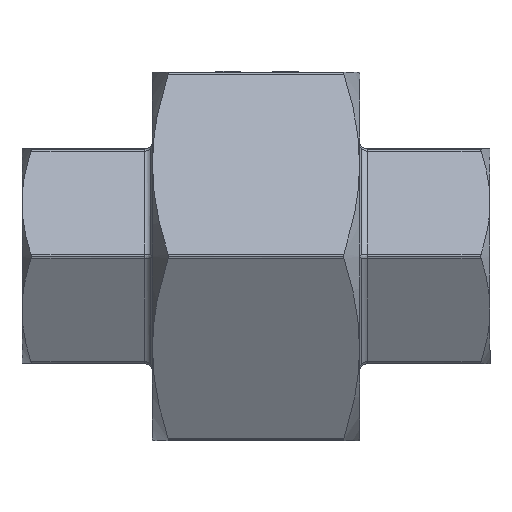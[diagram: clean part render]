
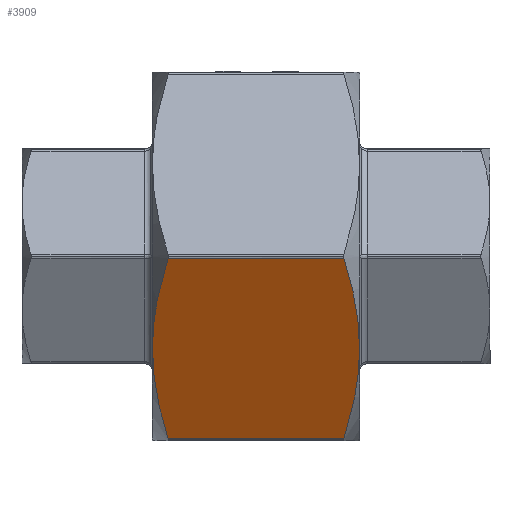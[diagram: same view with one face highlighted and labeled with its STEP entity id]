
A CAD part, front view. The second image highlights one B-rep face of the part: STEP entity #3909.
In plain terms, the highlighted planar face has unit normal (0, -0.866, -0.5).
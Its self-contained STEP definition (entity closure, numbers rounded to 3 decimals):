
#163 = CARTESIAN_POINT ( 'NONE',  ( 0., -6.928, -12. ) ) ;
#1287 = CARTESIAN_POINT ( 'NONE',  ( -5.728, -13.77, -0.15 ) ) ;
#1345 = DIRECTION ( 'NONE',  ( 0., -0.866, -0.5 ) ) ;
#1349 = DIRECTION ( 'NONE',  ( 1., 0., 0. ) ) ;
#2143 = CARTESIAN_POINT ( 'NONE',  ( 5.728, -7.015, -11.85 ) ) ;
#2205 = CARTESIAN_POINT ( 'NONE',  ( -6.75, -11.965, -3.276 ) ) ;
#2370 = CARTESIAN_POINT ( 'NONE',  ( -6.75, -10.392, -6. ) ) ;
#2372 = LINE ( 'NONE', #5853, #13635 ) ;
#2783 = CARTESIAN_POINT ( 'NONE',  ( 6.75, -11.965, -3.276 ) ) ;
#3009 = VERTEX_POINT ( 'NONE', #1287 ) ;
#3610 = PLANE ( 'NONE',  #11771 ) ;
#3909 = ADVANCED_FACE ( 'NONE', ( #10889 ), #3610, .T. ) ;
#3985 = EDGE_CURVE ( 'NONE', #3009, #13196, #4773, .T. ) ;
#4033 = ORIENTED_EDGE ( 'NONE', *, *, #13908, .T. ) ;
#4162 = EDGE_LOOP ( 'NONE', ( #10620, #4033, #11468, #7202, #7248, #7192 ) ) ;
#4256 = LINE ( 'NONE', #9870, #11700 ) ;
#4281 = EDGE_CURVE ( 'NONE', #3009, #7053, #2372, .T. ) ;
#4773 =( BOUNDED_CURVE ( )  B_SPLINE_CURVE ( 2, ( #8093, #2205, #6947 ),
 .UNSPECIFIED., .F., .F. ) 
 B_SPLINE_CURVE_WITH_KNOTS ( ( 3, 3 ),
 ( 0.295, 1.022 ),
 .UNSPECIFIED. ) 
 CURVE ( )  GEOMETRIC_REPRESENTATION_ITEM ( )  RATIONAL_B_SPLINE_CURVE ( ( 1.03, 1.052, 1. ) ) 
 REPRESENTATION_ITEM ( '' )  );
#5380 = CARTESIAN_POINT ( 'NONE',  ( 5.728, -13.77, -0.15 ) ) ;
#5763 = EDGE_CURVE ( 'NONE', #8418, #7053, #9139, .T. ) ;
#5849 = CARTESIAN_POINT ( 'NONE',  ( 6.75, -10.392, -6. ) ) ;
#5853 = CARTESIAN_POINT ( 'NONE',  ( 0., -13.77, -0.15 ) ) ;
#6136 = CARTESIAN_POINT ( 'NONE',  ( 6.75, -10.392, -6. ) ) ;
#6452 = DIRECTION ( 'NONE',  ( -1., 0., 0. ) ) ;
#6947 = CARTESIAN_POINT ( 'NONE',  ( -6.75, -10.392, -6. ) ) ;
#7053 = VERTEX_POINT ( 'NONE', #5380 ) ;
#7192 = ORIENTED_EDGE ( 'NONE', *, *, #7343, .T. ) ;
#7202 = ORIENTED_EDGE ( 'NONE', *, *, #4281, .F. ) ;
#7248 = ORIENTED_EDGE ( 'NONE', *, *, #3985, .T. ) ;
#7343 = EDGE_CURVE ( 'NONE', #13196, #14158, #12887, .T. ) ;
#8093 = CARTESIAN_POINT ( 'NONE',  ( -5.728, -13.77, -0.15 ) ) ;
#8418 = VERTEX_POINT ( 'NONE', #5849 ) ;
#9139 =( BOUNDED_CURVE ( )  B_SPLINE_CURVE ( 2, ( #14522, #2783, #9802 ),
 .UNSPECIFIED., .F., .F. ) 
 B_SPLINE_CURVE_WITH_KNOTS ( ( 3, 3 ),
 ( 1.022, 1.75 ),
 .UNSPECIFIED. ) 
 CURVE ( )  GEOMETRIC_REPRESENTATION_ITEM ( )  RATIONAL_B_SPLINE_CURVE ( ( 1., 1.052, 1.03 ) ) 
 REPRESENTATION_ITEM ( '' )  );
#9503 =( BOUNDED_CURVE ( )  B_SPLINE_CURVE ( 2, ( #11833, #10843, #6136 ),
 .UNSPECIFIED., .F., .F. ) 
 B_SPLINE_CURVE_WITH_KNOTS ( ( 3, 3 ),
 ( 0.295, 1.022 ),
 .UNSPECIFIED. ) 
 CURVE ( )  GEOMETRIC_REPRESENTATION_ITEM ( )  RATIONAL_B_SPLINE_CURVE ( ( 1.03, 1.052, 1. ) ) 
 REPRESENTATION_ITEM ( '' )  );
#9530 = CARTESIAN_POINT ( 'NONE',  ( -6.75, -8.82, -8.724 ) ) ;
#9601 = DIRECTION ( 'NONE',  ( 0., -0.5, 0.866 ) ) ;
#9802 = CARTESIAN_POINT ( 'NONE',  ( 5.728, -13.77, -0.15 ) ) ;
#9870 = CARTESIAN_POINT ( 'NONE',  ( 0., -7.015, -11.85 ) ) ;
#10389 = EDGE_CURVE ( 'NONE', #11763, #14158, #4256, .T. ) ;
#10620 = ORIENTED_EDGE ( 'NONE', *, *, #10389, .F. ) ;
#10795 = CARTESIAN_POINT ( 'NONE',  ( -5.728, -7.015, -11.85 ) ) ;
#10843 = CARTESIAN_POINT ( 'NONE',  ( 6.75, -8.82, -8.724 ) ) ;
#10889 = FACE_OUTER_BOUND ( 'NONE', #4162, .T. ) ;
#11468 = ORIENTED_EDGE ( 'NONE', *, *, #5763, .T. ) ;
#11700 = VECTOR ( 'NONE', #6452, 1000. ) ;
#11763 = VERTEX_POINT ( 'NONE', #2143 ) ;
#11771 = AXIS2_PLACEMENT_3D ( 'NONE', #163, #1345, #9601 ) ;
#11833 = CARTESIAN_POINT ( 'NONE',  ( 5.728, -7.015, -11.85 ) ) ;
#12809 = CARTESIAN_POINT ( 'NONE',  ( -6.75, -10.392, -6. ) ) ;
#12887 =( BOUNDED_CURVE ( )  B_SPLINE_CURVE ( 2, ( #2370, #9530, #10795 ),
 .UNSPECIFIED., .F., .F. ) 
 B_SPLINE_CURVE_WITH_KNOTS ( ( 3, 3 ),
 ( 1.022, 1.75 ),
 .UNSPECIFIED. ) 
 CURVE ( )  GEOMETRIC_REPRESENTATION_ITEM ( )  RATIONAL_B_SPLINE_CURVE ( ( 1., 1.052, 1.03 ) ) 
 REPRESENTATION_ITEM ( '' )  );
#13196 = VERTEX_POINT ( 'NONE', #12809 ) ;
#13635 = VECTOR ( 'NONE', #1349, 1000. ) ;
#13908 = EDGE_CURVE ( 'NONE', #11763, #8418, #9503, .T. ) ;
#13922 = CARTESIAN_POINT ( 'NONE',  ( -5.728, -7.015, -11.85 ) ) ;
#14158 = VERTEX_POINT ( 'NONE', #13922 ) ;
#14522 = CARTESIAN_POINT ( 'NONE',  ( 6.75, -10.392, -6. ) ) ;
